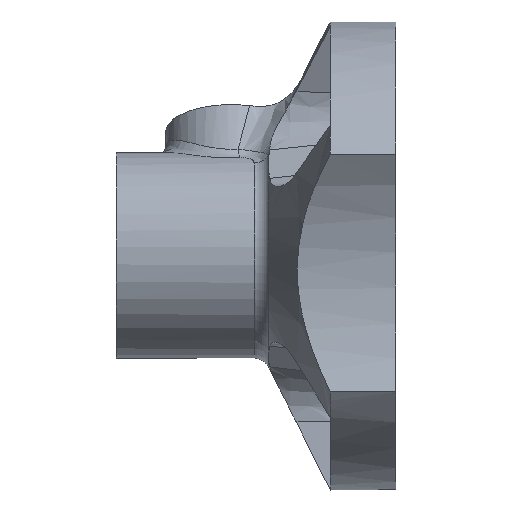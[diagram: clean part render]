
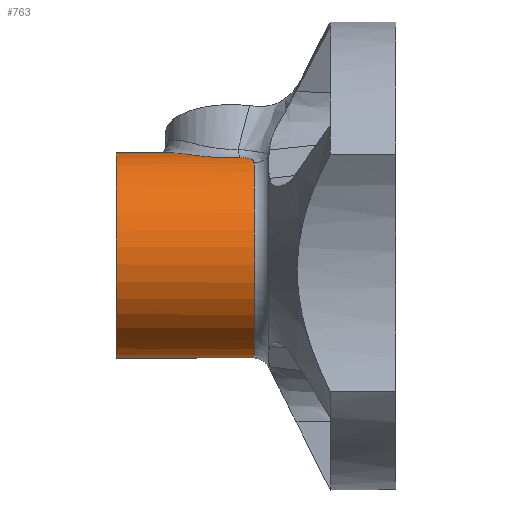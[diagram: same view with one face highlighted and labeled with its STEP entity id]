
A CAD part, front view. The second image highlights one B-rep face of the part: STEP entity #763.
In plain terms, the highlighted cylindrical face has radius 4.961 mm (diameter 9.922 mm), a full revolution.
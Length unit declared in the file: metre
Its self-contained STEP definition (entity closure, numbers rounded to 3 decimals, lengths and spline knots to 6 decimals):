
#96=CYLINDRICAL_SURFACE('',#825,0.004961);
#119=B_SPLINE_CURVE_WITH_KNOTS('',3,(#1158,#1159,#1160,#1161,#1162),
 .UNSPECIFIED.,.F.,.F.,(4,1,4),(0.,0.000552,0.001104),
 .UNSPECIFIED.);
#120=B_SPLINE_CURVE_WITH_KNOTS('',3,(#1167,#1168,#1169,#1170,#1171),
 .UNSPECIFIED.,.F.,.F.,(4,1,4),(0.,0.000555,0.001111),
 .UNSPECIFIED.);
#121=B_SPLINE_CURVE_WITH_KNOTS('',3,(#1173,#1174,#1175,#1176,#1177,#1178,
#1179,#1180,#1181,#1182,#1183),.UNSPECIFIED.,.F.,.F.,(4,1,1,1,1,1,1,1,4),
(0.,0.001618,0.003235,0.004853,0.00647,
0.008088,0.009706,0.011323,0.012941),
 .UNSPECIFIED.);
#171=ORIENTED_EDGE('',*,*,#405,.F.);
#172=ORIENTED_EDGE('',*,*,#406,.F.);
#173=ORIENTED_EDGE('',*,*,#407,.T.);
#174=ORIENTED_EDGE('',*,*,#408,.F.);
#175=ORIENTED_EDGE('',*,*,#409,.T.);
#405=EDGE_CURVE('',#522,#522,#590,.T.);
#406=EDGE_CURVE('',#523,#524,#119,.T.);
#407=EDGE_CURVE('',#523,#525,#591,.T.);
#408=EDGE_CURVE('',#526,#525,#120,.T.);
#409=EDGE_CURVE('',#526,#524,#121,.T.);
#522=VERTEX_POINT('',#1157);
#523=VERTEX_POINT('',#1163);
#524=VERTEX_POINT('',#1164);
#525=VERTEX_POINT('',#1166);
#526=VERTEX_POINT('',#1172);
#590=CIRCLE('',#826,0.004961);
#591=CIRCLE('',#827,0.004961);
#630=EDGE_LOOP('',(#171));
#631=EDGE_LOOP('',(#172,#173,#174,#175));
#691=FACE_BOUND('',#630,.T.);
#692=FACE_BOUND('',#631,.T.);
#763=ADVANCED_FACE('',(#691,#692),#96,.T.);
#825=AXIS2_PLACEMENT_3D('',#1155,#913,#914);
#826=AXIS2_PLACEMENT_3D('',#1156,#915,#916);
#827=AXIS2_PLACEMENT_3D('',#1165,#917,#918);
#913=DIRECTION('',(1.,0.,0.));
#914=DIRECTION('',(0.,0.996,0.087));
#915=DIRECTION('',(-1.,0.,0.));
#916=DIRECTION('',(0.,-0.996,-0.087));
#917=DIRECTION('',(-1.,0.,0.));
#918=DIRECTION('',(0.,-0.996,-0.087));
#1155=CARTESIAN_POINT('',(0.009092,-0.416504,0.078172));
#1156=CARTESIAN_POINT('',(0.011473,-0.416504,0.078172));
#1157=CARTESIAN_POINT('',(0.011473,-0.421446,0.07774));
#1158=CARTESIAN_POINT('',(0.018126,-0.411691,0.079374));
#1159=CARTESIAN_POINT('',(0.018126,-0.411736,0.079553));
#1160=CARTESIAN_POINT('',(0.018022,-0.411858,0.079926));
#1161=CARTESIAN_POINT('',(0.017624,-0.411903,0.080027));
#1162=CARTESIAN_POINT('',(0.017441,-0.411894,0.080005));
#1163=CARTESIAN_POINT('',(0.018126,-0.411691,0.079374));
#1164=CARTESIAN_POINT('',(0.017441,-0.411894,0.080005));
#1165=CARTESIAN_POINT('',(0.018126,-0.416504,0.078172));
#1166=CARTESIAN_POINT('',(0.018126,-0.418677,0.082632));
#1167=CARTESIAN_POINT('',(0.017441,-0.418063,0.082882));
#1168=CARTESIAN_POINT('',(0.017624,-0.418041,0.082889));
#1169=CARTESIAN_POINT('',(0.018022,-0.418147,0.082859));
#1170=CARTESIAN_POINT('',(0.018126,-0.418512,0.082712));
#1171=CARTESIAN_POINT('',(0.018126,-0.418677,0.082632));
#1172=CARTESIAN_POINT('',(0.017441,-0.418063,0.082882));
#1173=CARTESIAN_POINT('',(0.017441,-0.418063,0.082882));
#1174=CARTESIAN_POINT('',(0.016905,-0.418125,0.082861));
#1175=CARTESIAN_POINT('',(0.01582,-0.417994,0.082913));
#1176=CARTESIAN_POINT('',(0.014427,-0.417174,0.083124));
#1177=CARTESIAN_POINT('',(0.013372,-0.415932,0.083171));
#1178=CARTESIAN_POINT('',(0.012907,-0.41437,0.082754));
#1179=CARTESIAN_POINT('',(0.013366,-0.41305,0.08183));
#1180=CARTESIAN_POINT('',(0.014425,-0.41228,0.080843));
#1181=CARTESIAN_POINT('',(0.015817,-0.411915,0.08008));
#1182=CARTESIAN_POINT('',(0.016905,-0.41187,0.079944));
#1183=CARTESIAN_POINT('',(0.017441,-0.411894,0.080005));
